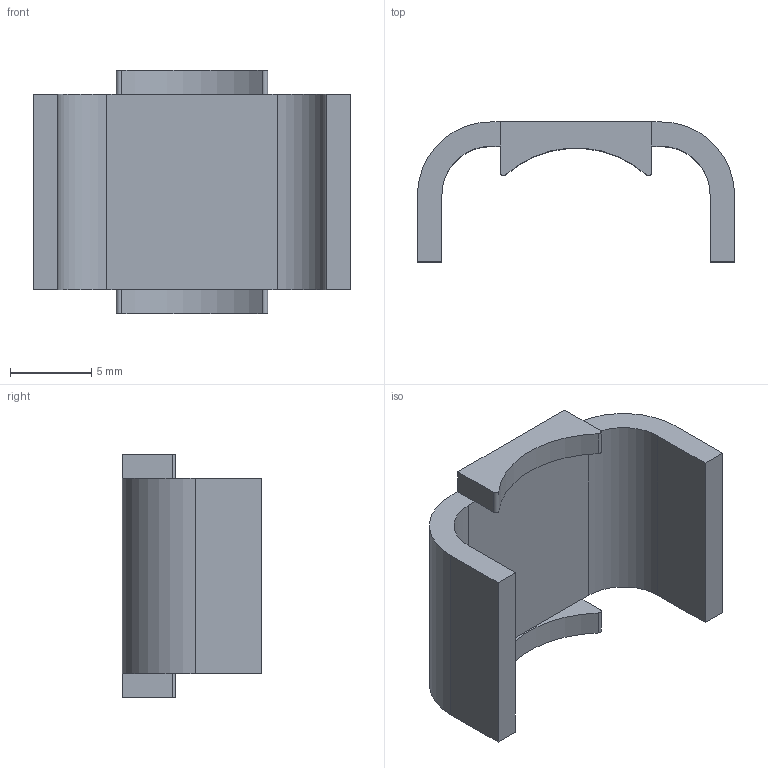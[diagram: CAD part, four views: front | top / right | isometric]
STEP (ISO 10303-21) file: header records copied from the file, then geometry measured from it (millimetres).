
FILE_DESCRIPTION( ( 'STEP AP203' ), '1' );
FILE_NAME( 'FLEXA RQHD 5030.026.209.stp', '2020-03-26T20:20:53', ( 'License CC BY-ND 4.0' ), ( 'CADENAS' ), ' ', 'PARTsolutions', ' ' );
FILE_SCHEMA( ( 'CONFIG_CONTROL_DESIGN' ) );
Length unit declared in the file: millimetre
Products named in the file (1): _FLEXA RQHD 5030.026.209
Bounding box: 19.5 x 8.6 x 15 mm (x, y, z)
Volume: 610 mm3; surface area: 962.5 mm2
Topology: 1 solids, 1 shells, 30 faces, 80 edges, 52 vertices
Faces by surface type: plane 20, cylinder 10
Entity records: 976 total; most frequent: CARTESIAN_POINT 163, DIRECTION 162, ORIENTED_EDGE 160, EDGE_CURVE 80, LINE 60, VECTOR 60, VERTEX_POINT 52, AXIS2_PLACEMENT_3D 51
